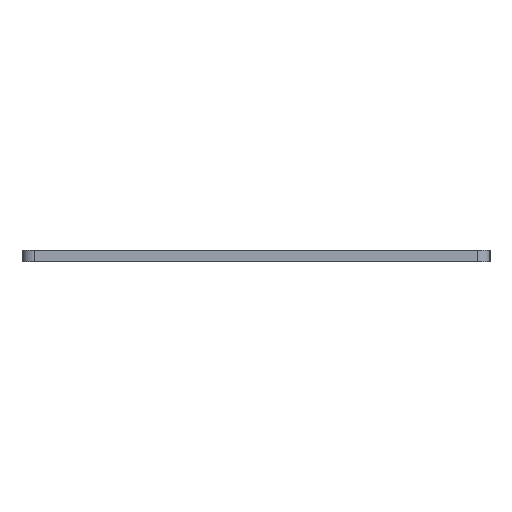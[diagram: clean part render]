
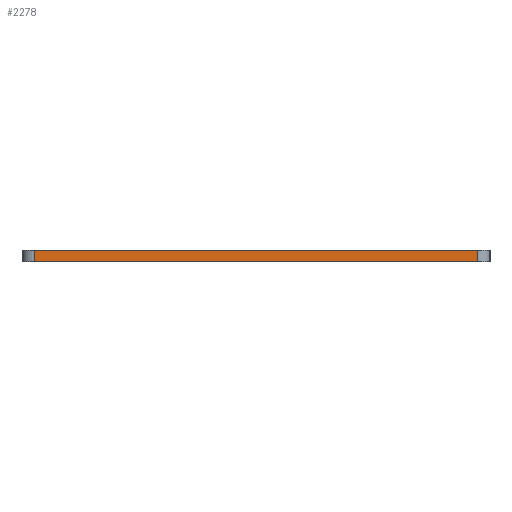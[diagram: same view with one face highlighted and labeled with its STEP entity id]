
A CAD part, left-side view. The second image highlights one B-rep face of the part: STEP entity #2278.
In plain terms, the highlighted planar face has unit normal (-1, 0, 0).
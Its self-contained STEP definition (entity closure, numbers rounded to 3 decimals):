
#782=CARTESIAN_POINT('',(-57.15,-27.075,11.));
#783=VERTEX_POINT('',#782);
#791=CARTESIAN_POINT('',(-57.15,27.075,11.));
#792=VERTEX_POINT('',#791);
#793=CARTESIAN_POINT('',(-57.15,-27.075,11.));
#794=DIRECTION('',(0.,1.,0.));
#795=VECTOR('',#794,54.15);
#796=LINE('',#793,#795);
#797=EDGE_CURVE('',#783,#792,#796,.T.);
#2248=CARTESIAN_POINT('',(-57.15,0.,11.));
#2249=DIRECTION('',(1.,0.,0.));
#2250=DIRECTION('',(0.,0.,-1.));
#2251=AXIS2_PLACEMENT_3D('',#2248,#2249,#2250);
#2252=PLANE('',#2251);
#2253=CARTESIAN_POINT('',(-57.15,-27.075,12.4));
#2254=VERTEX_POINT('',#2253);
#2255=CARTESIAN_POINT('',(-57.15,27.075,12.4));
#2256=VERTEX_POINT('',#2255);
#2257=CARTESIAN_POINT('',(-57.15,-27.075,12.4));
#2258=DIRECTION('',(0.,1.,0.));
#2259=VECTOR('',#2258,54.15);
#2260=LINE('',#2257,#2259);
#2261=EDGE_CURVE('',#2254,#2256,#2260,.T.);
#2262=ORIENTED_EDGE('',*,*,#2261,.T.);
#2263=CARTESIAN_POINT('',(-57.15,27.075,12.4));
#2264=DIRECTION('',(0.,-0.,-1.));
#2265=VECTOR('',#2264,1.4);
#2266=LINE('',#2263,#2265);
#2267=EDGE_CURVE('',#2256,#792,#2266,.T.);
#2268=ORIENTED_EDGE('',*,*,#2267,.T.);
#2269=ORIENTED_EDGE('',*,*,#797,.F.);
#2270=CARTESIAN_POINT('',(-57.15,-27.075,11.));
#2271=DIRECTION('',(-0.,0.,1.));
#2272=VECTOR('',#2271,1.4);
#2273=LINE('',#2270,#2272);
#2274=EDGE_CURVE('',#783,#2254,#2273,.T.);
#2275=ORIENTED_EDGE('',*,*,#2274,.T.);
#2276=EDGE_LOOP('',(#2262,#2268,#2269,#2275));
#2277=FACE_BOUND('',#2276,.T.);
#2278=ADVANCED_FACE('',(#2277),#2252,.F.);
